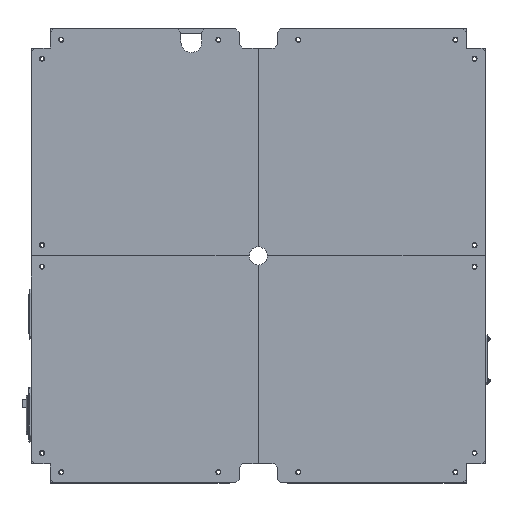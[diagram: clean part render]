
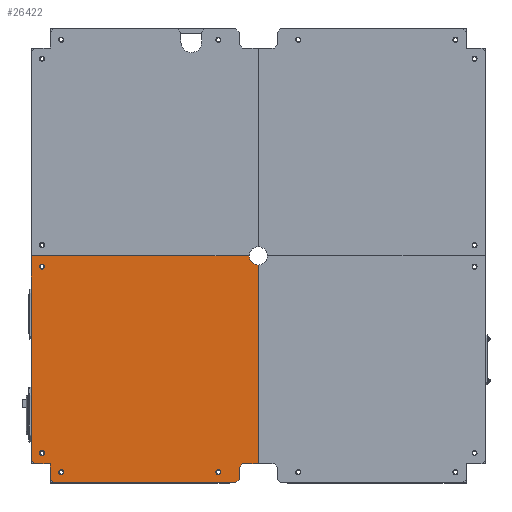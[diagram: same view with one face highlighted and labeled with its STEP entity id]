
A CAD part, top view. The second image highlights one B-rep face of the part: STEP entity #26422.
In plain terms, the highlighted planar face has unit normal (0, 0, 1).
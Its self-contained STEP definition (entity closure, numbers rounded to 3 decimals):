
#1460=FACE_BOUND('',#5028,.T.);
#1461=FACE_BOUND('',#5029,.T.);
#1462=FACE_BOUND('',#5030,.T.);
#1463=FACE_BOUND('',#5031,.T.);
#1888=CIRCLE('',#28029,3.);
#1889=CIRCLE('',#28030,3.);
#1890=CIRCLE('',#28032,3.);
#1891=CIRCLE('',#28033,3.);
#1892=CIRCLE('',#28035,3.);
#1893=CIRCLE('',#28036,3.);
#1894=CIRCLE('',#28038,3.);
#1895=CIRCLE('',#28039,3.);
#1896=CIRCLE('',#28041,11.);
#3403=FACE_OUTER_BOUND('',#5027,.T.);
#5027=EDGE_LOOP('',(#23961,#23962,#23963,#23964,#23965,#23966,#23967,#23968,
#23969,#23970,#23971,#23972,#23973));
#5028=EDGE_LOOP('',(#23974,#23975));
#5029=EDGE_LOOP('',(#23976,#23977));
#5030=EDGE_LOOP('',(#23978,#23979));
#5031=EDGE_LOOP('',(#23980,#23981));
#7660=LINE('',#60467,#10402);
#7666=LINE('',#60478,#10408);
#7681=LINE('',#60524,#10423);
#7685=LINE('',#60530,#10427);
#7687=LINE('',#60535,#10429);
#7691=LINE('',#60542,#10433);
#7692=LINE('',#60545,#10434);
#7694=LINE('',#60548,#10436);
#7706=LINE('',#60584,#10448);
#7711=LINE('',#60593,#10453);
#7716=LINE('',#60622,#10458);
#7717=LINE('',#60624,#10459);
#10402=VECTOR('',#33706,10.);
#10408=VECTOR('',#33714,10.);
#10423=VECTOR('',#33747,10.);
#10427=VECTOR('',#33753,10.);
#10429=VECTOR('',#33757,10.);
#10433=VECTOR('',#33763,10.);
#10434=VECTOR('',#33766,10.);
#10436=VECTOR('',#33770,10.);
#10448=VECTOR('',#33798,10.);
#10453=VECTOR('',#33809,10.);
#10458=VECTOR('',#33846,10.);
#10459=VECTOR('',#33849,10.);
#12918=VERTEX_POINT('',#60465);
#12919=VERTEX_POINT('',#60466);
#12923=VERTEX_POINT('',#60476);
#12944=VERTEX_POINT('',#60522);
#12945=VERTEX_POINT('',#60523);
#12946=VERTEX_POINT('',#60528);
#12947=VERTEX_POINT('',#60532);
#12948=VERTEX_POINT('',#60534);
#12950=VERTEX_POINT('',#60540);
#12951=VERTEX_POINT('',#60544);
#12960=VERTEX_POINT('',#60581);
#12961=VERTEX_POINT('',#60583);
#12962=VERTEX_POINT('',#60591);
#12963=VERTEX_POINT('',#60596);
#12964=VERTEX_POINT('',#60597);
#12965=VERTEX_POINT('',#60602);
#12966=VERTEX_POINT('',#60603);
#12967=VERTEX_POINT('',#60608);
#12968=VERTEX_POINT('',#60609);
#12969=VERTEX_POINT('',#60614);
#12970=VERTEX_POINT('',#60615);
#16584=EDGE_CURVE('',#12918,#12919,#7660,.T.);
#16590=EDGE_CURVE('',#12918,#12923,#7666,.T.);
#16612=EDGE_CURVE('',#12944,#12945,#7681,.T.);
#16616=EDGE_CURVE('',#12944,#12946,#7685,.T.);
#16618=EDGE_CURVE('',#12947,#12948,#7687,.T.);
#16622=EDGE_CURVE('',#12947,#12950,#7691,.T.);
#16623=EDGE_CURVE('',#12951,#12946,#7692,.T.);
#16625=EDGE_CURVE('',#12951,#12948,#7694,.T.);
#16641=EDGE_CURVE('',#12961,#12960,#7706,.T.);
#16646=EDGE_CURVE('',#12950,#12962,#7711,.T.);
#16647=EDGE_CURVE('',#12963,#12964,#1888,.T.);
#16648=EDGE_CURVE('',#12964,#12963,#1889,.T.);
#16650=EDGE_CURVE('',#12965,#12966,#1890,.T.);
#16651=EDGE_CURVE('',#12966,#12965,#1891,.T.);
#16653=EDGE_CURVE('',#12967,#12968,#1892,.T.);
#16654=EDGE_CURVE('',#12968,#12967,#1893,.T.);
#16656=EDGE_CURVE('',#12969,#12970,#1894,.T.);
#16657=EDGE_CURVE('',#12970,#12969,#1895,.T.);
#16659=EDGE_CURVE('',#12962,#12961,#1896,.T.);
#16660=EDGE_CURVE('',#12923,#12945,#7716,.T.);
#16661=EDGE_CURVE('',#12960,#12919,#7717,.T.);
#23961=ORIENTED_EDGE('',*,*,#16584,.F.);
#23962=ORIENTED_EDGE('',*,*,#16590,.T.);
#23963=ORIENTED_EDGE('',*,*,#16660,.T.);
#23964=ORIENTED_EDGE('',*,*,#16612,.F.);
#23965=ORIENTED_EDGE('',*,*,#16616,.T.);
#23966=ORIENTED_EDGE('',*,*,#16623,.F.);
#23967=ORIENTED_EDGE('',*,*,#16625,.T.);
#23968=ORIENTED_EDGE('',*,*,#16618,.F.);
#23969=ORIENTED_EDGE('',*,*,#16622,.T.);
#23970=ORIENTED_EDGE('',*,*,#16646,.T.);
#23971=ORIENTED_EDGE('',*,*,#16659,.T.);
#23972=ORIENTED_EDGE('',*,*,#16641,.T.);
#23973=ORIENTED_EDGE('',*,*,#16661,.T.);
#23974=ORIENTED_EDGE('',*,*,#16647,.T.);
#23975=ORIENTED_EDGE('',*,*,#16648,.T.);
#23976=ORIENTED_EDGE('',*,*,#16650,.T.);
#23977=ORIENTED_EDGE('',*,*,#16651,.T.);
#23978=ORIENTED_EDGE('',*,*,#16653,.T.);
#23979=ORIENTED_EDGE('',*,*,#16654,.T.);
#23980=ORIENTED_EDGE('',*,*,#16656,.T.);
#23981=ORIENTED_EDGE('',*,*,#16657,.T.);
#25142=PLANE('',#28044);
#26422=ADVANCED_FACE('',(#3403,#1460,#1461,#1462,#1463),#25142,.T.);
#28029=AXIS2_PLACEMENT_3D('',#60598,#33814,#33815);
#28030=AXIS2_PLACEMENT_3D('',#60599,#33816,#33817);
#28032=AXIS2_PLACEMENT_3D('',#60604,#33821,#33822);
#28033=AXIS2_PLACEMENT_3D('',#60605,#33823,#33824);
#28035=AXIS2_PLACEMENT_3D('',#60610,#33828,#33829);
#28036=AXIS2_PLACEMENT_3D('',#60611,#33830,#33831);
#28038=AXIS2_PLACEMENT_3D('',#60616,#33835,#33836);
#28039=AXIS2_PLACEMENT_3D('',#60617,#33837,#33838);
#28041=AXIS2_PLACEMENT_3D('',#60620,#33842,#33843);
#28044=AXIS2_PLACEMENT_3D('',#60625,#33850,#33851);
#33706=DIRECTION('',(-0.707,0.707,0.));
#33714=DIRECTION('',(1.,0.,0.));
#33747=DIRECTION('',(-0.707,0.707,0.));
#33753=DIRECTION('',(1.,0.,0.));
#33757=DIRECTION('',(-0.707,-0.707,0.));
#33763=DIRECTION('',(1.,0.,0.));
#33766=DIRECTION('',(-0.707,-0.707,0.));
#33770=DIRECTION('',(0.,1.,0.));
#33798=DIRECTION('',(-1.,0.,0.));
#33809=DIRECTION('',(0.,1.,0.));
#33814=DIRECTION('center_axis',(0.,0.,-1.));
#33815=DIRECTION('ref_axis',(1.,0.,0.));
#33816=DIRECTION('center_axis',(0.,0.,-1.));
#33817=DIRECTION('ref_axis',(1.,0.,0.));
#33821=DIRECTION('center_axis',(0.,0.,-1.));
#33822=DIRECTION('ref_axis',(1.,0.,0.));
#33823=DIRECTION('center_axis',(0.,0.,-1.));
#33824=DIRECTION('ref_axis',(1.,0.,0.));
#33828=DIRECTION('center_axis',(0.,0.,-1.));
#33829=DIRECTION('ref_axis',(1.,0.,0.));
#33830=DIRECTION('center_axis',(0.,0.,-1.));
#33831=DIRECTION('ref_axis',(1.,0.,0.));
#33835=DIRECTION('center_axis',(0.,0.,-1.));
#33836=DIRECTION('ref_axis',(1.,0.,0.));
#33837=DIRECTION('center_axis',(0.,0.,-1.));
#33838=DIRECTION('ref_axis',(1.,0.,0.));
#33842=DIRECTION('center_axis',(0.,0.,-1.));
#33843=DIRECTION('ref_axis',(-1.,0.,0.));
#33846=DIRECTION('',(0.,-1.,0.));
#33849=DIRECTION('',(0.,-1.,0.));
#33850=DIRECTION('center_axis',(0.,0.,1.));
#33851=DIRECTION('ref_axis',(1.,0.,0.));
#60465=CARTESIAN_POINT('',(-19.,0.,63.));
#60466=CARTESIAN_POINT('',(-23.,4.,63.));
#60467=CARTESIAN_POINT('',(-15.25,-3.75,63.));
#60476=CARTESIAN_POINT('',(0.,0.,63.));
#60478=CARTESIAN_POINT('',(-23.,0.,63.));
#60522=CARTESIAN_POINT('',(4.,-23.,63.));
#60523=CARTESIAN_POINT('',(0.,-19.,63.));
#60524=CARTESIAN_POINT('',(-3.75,-15.25,63.));
#60528=CARTESIAN_POINT('',(223.,-23.,63.));
#60530=CARTESIAN_POINT('',(0.,-23.,63.));
#60532=CARTESIAN_POINT('',(231.,0.,63.));
#60534=CARTESIAN_POINT('',(227.,-4.,63.));
#60535=CARTESIAN_POINT('',(229.,-2.,63.));
#60540=CARTESIAN_POINT('',(250.,0.,63.));
#60542=CARTESIAN_POINT('',(250.,0.,63.));
#60544=CARTESIAN_POINT('',(227.,-19.,63.));
#60545=CARTESIAN_POINT('',(230.75,-15.25,63.));
#60548=CARTESIAN_POINT('',(227.,0.,63.));
#60581=CARTESIAN_POINT('',(-23.,250.,63.));
#60583=CARTESIAN_POINT('',(239.,250.,63.));
#60584=CARTESIAN_POINT('',(-23.,250.,63.));
#60591=CARTESIAN_POINT('',(250.,239.,63.));
#60593=CARTESIAN_POINT('',(250.,0.,63.));
#60596=CARTESIAN_POINT('',(-7.,13.,63.));
#60597=CARTESIAN_POINT('',(-13.,13.,63.));
#60598=CARTESIAN_POINT('Origin',(-10.,13.,63.));
#60599=CARTESIAN_POINT('Origin',(-10.,13.,63.));
#60602=CARTESIAN_POINT('',(205.,-10.,63.));
#60603=CARTESIAN_POINT('',(199.,-10.,63.));
#60604=CARTESIAN_POINT('Origin',(202.,-10.,63.));
#60605=CARTESIAN_POINT('Origin',(202.,-10.,63.));
#60608=CARTESIAN_POINT('',(16.,-10.,63.));
#60609=CARTESIAN_POINT('',(10.,-10.,63.));
#60610=CARTESIAN_POINT('Origin',(13.,-10.,63.));
#60611=CARTESIAN_POINT('Origin',(13.,-10.,63.));
#60614=CARTESIAN_POINT('',(-7.,237.,63.));
#60615=CARTESIAN_POINT('',(-13.,237.,63.));
#60616=CARTESIAN_POINT('Origin',(-10.,237.,63.));
#60617=CARTESIAN_POINT('Origin',(-10.,237.,63.));
#60620=CARTESIAN_POINT('Origin',(250.,250.,63.));
#60622=CARTESIAN_POINT('',(0.,0.,63.));
#60624=CARTESIAN_POINT('',(-23.,250.,63.));
#60625=CARTESIAN_POINT('Origin',(113.5,113.5,63.));
